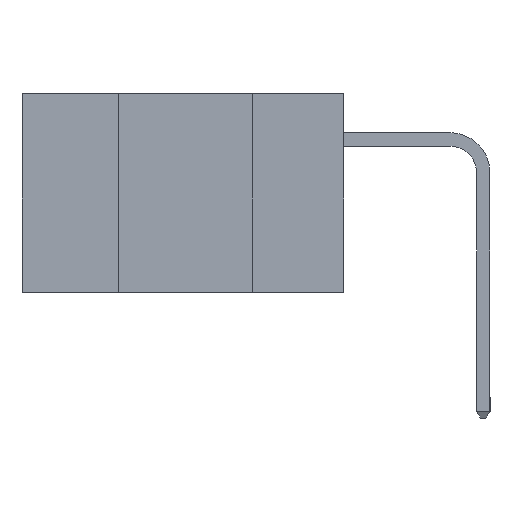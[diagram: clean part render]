
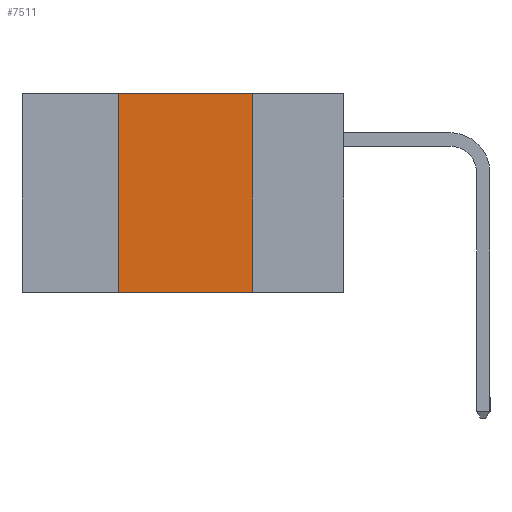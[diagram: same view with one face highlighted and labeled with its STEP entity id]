
A CAD part, left-side view. The second image highlights one B-rep face of the part: STEP entity #7511.
In plain terms, the highlighted planar face has unit normal (-1, 0, 0).
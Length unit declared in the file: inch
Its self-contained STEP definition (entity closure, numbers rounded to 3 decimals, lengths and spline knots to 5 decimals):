
#260 = VECTOR ( 'NONE', #669, 39.37008 ) ;
#431 = AXIS2_PLACEMENT_3D ( 'NONE', #9794, #23054, #11759 ) ;
#669 = DIRECTION ( 'NONE',  ( 0., 0., -1. ) ) ;
#843 = EDGE_CURVE ( 'NONE', #22489, #1325, #8407, .T. ) ;
#1130 = CARTESIAN_POINT ( 'NONE',  ( 0., 0.17, -0.37 ) ) ;
#1190 = VECTOR ( 'NONE', #23184, 39.37008 ) ;
#1325 = VERTEX_POINT ( 'NONE', #17622 ) ;
#2078 = VECTOR ( 'NONE', #15026, 39.37008 ) ;
#3563 = VERTEX_POINT ( 'NONE', #4368 ) ;
#3709 = EDGE_CURVE ( 'NONE', #1325, #7483, #17499, .T. ) ;
#4102 = ORIENTED_EDGE ( 'NONE', *, *, #4594, .T. ) ;
#4368 = CARTESIAN_POINT ( 'NONE',  ( 0., 0.42, -0.37 ) ) ;
#4594 = EDGE_CURVE ( 'NONE', #3563, #7483, #21215, .T. ) ;
#7483 = VERTEX_POINT ( 'NONE', #13574 ) ;
#7511 = ADVANCED_FACE ( 'NONE', ( #8560 ), #21199, .F. ) ;
#8407 = LINE ( 'NONE', #13058, #18056 ) ;
#8560 = FACE_OUTER_BOUND ( 'NONE', #12281, .T. ) ;
#9761 = DIRECTION ( 'NONE',  ( 0., -1., 0. ) ) ;
#9794 = CARTESIAN_POINT ( 'NONE',  ( 0., 0.6, 0. ) ) ;
#11308 = ORIENTED_EDGE ( 'NONE', *, *, #3709, .F. ) ;
#11759 = DIRECTION ( 'NONE',  ( 0., 0., -1. ) ) ;
#11892 = EDGE_CURVE ( 'NONE', #3563, #22489, #20947, .T. ) ;
#11898 = CARTESIAN_POINT ( 'NONE',  ( 0., 0.42, -0.37 ) ) ;
#12281 = EDGE_LOOP ( 'NONE', ( #11308, #20308, #23103, #4102 ) ) ;
#13058 = CARTESIAN_POINT ( 'NONE',  ( 0., 0.6, 0. ) ) ;
#13574 = CARTESIAN_POINT ( 'NONE',  ( 0., 0.17, -0.37 ) ) ;
#15026 = DIRECTION ( 'NONE',  ( 0., -1., 0. ) ) ;
#15406 = CARTESIAN_POINT ( 'NONE',  ( 0., 0.6, -0.37 ) ) ;
#16628 = CARTESIAN_POINT ( 'NONE',  ( 0., 0.42, 0. ) ) ;
#17499 = LINE ( 'NONE', #1130, #260 ) ;
#17622 = CARTESIAN_POINT ( 'NONE',  ( 0., 0.17, 0. ) ) ;
#18056 = VECTOR ( 'NONE', #9761, 39.37008 ) ;
#20308 = ORIENTED_EDGE ( 'NONE', *, *, #843, .F. ) ;
#20947 = LINE ( 'NONE', #11898, #1190 ) ;
#21199 = PLANE ( 'NONE',  #431 ) ;
#21215 = LINE ( 'NONE', #15406, #2078 ) ;
#22489 = VERTEX_POINT ( 'NONE', #16628 ) ;
#23054 = DIRECTION ( 'NONE',  ( 1., 0., 0. ) ) ;
#23103 = ORIENTED_EDGE ( 'NONE', *, *, #11892, .F. ) ;
#23184 = DIRECTION ( 'NONE',  ( 0., 0., 1. ) ) ;
